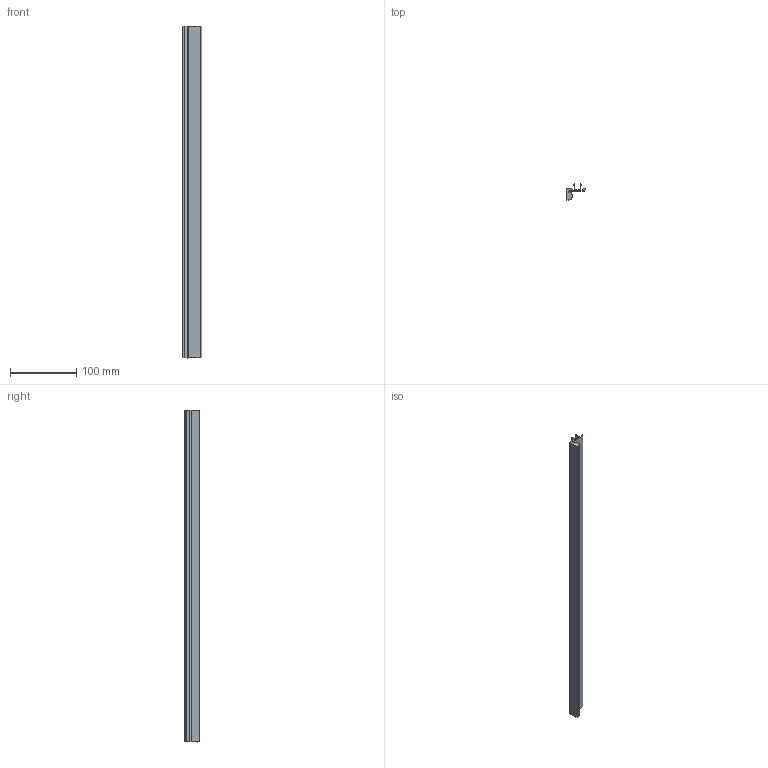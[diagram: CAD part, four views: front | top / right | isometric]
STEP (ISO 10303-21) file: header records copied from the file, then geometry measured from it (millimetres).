
FILE_DESCRIPTION (( 'STEP AP214' ), '1' );
FILE_NAME ('6371011', '2019-02-04T08:12:13', ( '' ), ('JUGARD+KÜNSTNER GmbH'), 'SwSTEP 2.0', 'SolidWorks 2017', '' );
FILE_SCHEMA (( 'AUTOMOTIVE_DESIGN' ));
Length unit declared in the file: millimetre
Products named in the file (1): 6371011_CNAJF00
Bounding box: 29.1 x 23.75 x 500 mm (x, y, z)
Volume: 79397.2 mm3; surface area: 66816.2 mm2
Topology: 1 solids, 1 shells, 45 faces, 129 edges, 86 vertices
Faces by surface type: plane 41, cylinder 4
Entity records: 1485 total; most frequent: CARTESIAN_POINT 261, ORIENTED_EDGE 258, DIRECTION 229, EDGE_CURVE 129, LINE 121, VECTOR 121, VERTEX_POINT 86, AXIS2_PLACEMENT_3D 54
